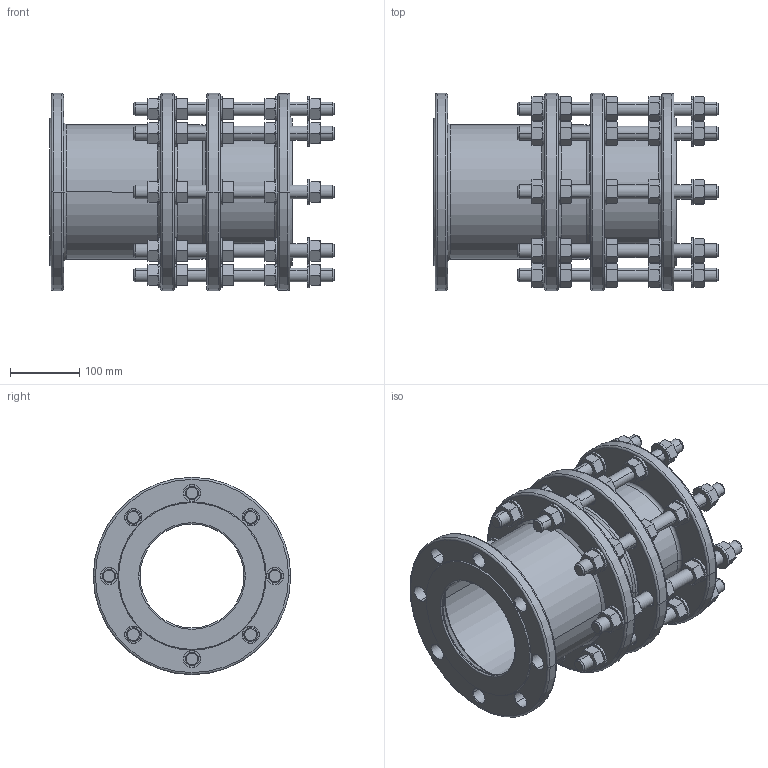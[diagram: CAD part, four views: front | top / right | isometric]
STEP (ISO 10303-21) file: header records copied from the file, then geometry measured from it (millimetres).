
FILE_DESCRIPTION((''),'2;1');
FILE_NAME('PAS30-DN150-PN10-16_M','2019-05-02T',('pchinta'),(''),'PRO/ENGINEER BY PARAMETRIC TECHNOLOGY CORPORATION, 2015030','PRO/ENGINEER BY PARAMETRIC TECHNOLOGY CORPORATION, 2015030','');
FILE_SCHEMA(('CONFIG_CONTROL_DESIGN'));
Length unit declared in the file: millimetre
Products named in the file (1): PAS30-DN150-PN10-16_M
Bounding box: 411 x 285 x 285 mm (x, y, z)
Volume: 5596172.2 mm3; surface area: 1011997.5 mm2
Topology: 1 solids, 2 shells, 1026 faces, 2292 edges, 1420 vertices
Faces by surface type: plane 402, cone 296, cylinder 268, torus 60
Entity records: 36216 total; most frequent: CARTESIAN_POINT 13440, DIRECTION 4820, ORIENTED_EDGE 4584, EDGE_CURVE 2292, AXIS2_PLACEMENT_3D 2008, VERTEX_POINT 1420, EDGE_LOOP 1228, FACE_OUTER_BOUND 1026
